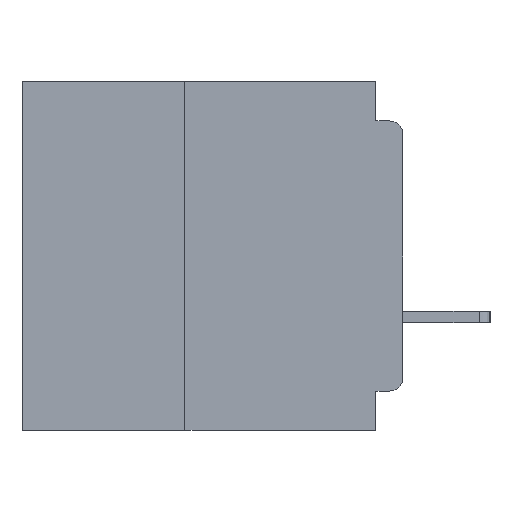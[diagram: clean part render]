
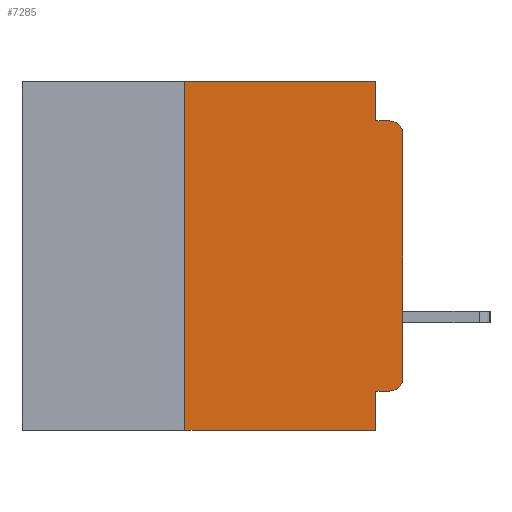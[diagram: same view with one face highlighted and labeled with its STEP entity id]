
A CAD part, left-side view. The second image highlights one B-rep face of the part: STEP entity #7285.
In plain terms, the highlighted planar face has unit normal (-1, 0, 0).
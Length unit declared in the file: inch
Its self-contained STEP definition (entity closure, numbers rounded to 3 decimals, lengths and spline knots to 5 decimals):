
#611 = DIRECTION ( 'NONE',  ( -1., 0., 0. ) ) ;
#1982 = VERTEX_POINT ( 'NONE', #51044 ) ;
#3451 = CARTESIAN_POINT ( 'NONE',  ( 0., 0.031, -0.4 ) ) ;
#4074 = CARTESIAN_POINT ( 'NONE',  ( 0., 0., -0.06 ) ) ;
#4257 = VERTEX_POINT ( 'NONE', #50646 ) ;
#7285 = ADVANCED_FACE ( 'NONE', ( #50091 ), #38313, .F. ) ;
#7765 = ORIENTED_EDGE ( 'NONE', *, *, #56440, .T. ) ;
#8305 = VECTOR ( 'NONE', #14542, 39.37008 ) ;
#8713 = VERTEX_POINT ( 'NONE', #24749 ) ;
#9820 = LINE ( 'NONE', #38939, #8305 ) ;
#9962 = ORIENTED_EDGE ( 'NONE', *, *, #22266, .F. ) ;
#10348 = EDGE_CURVE ( 'NONE', #8713, #53809, #33119, .T. ) ;
#10509 = VECTOR ( 'NONE', #62927, 39.37008 ) ;
#10880 = ORIENTED_EDGE ( 'NONE', *, *, #22902, .F. ) ;
#11636 = DIRECTION ( 'NONE',  ( -1., 0., 0. ) ) ;
#11899 = VERTEX_POINT ( 'NONE', #47092 ) ;
#13936 = CARTESIAN_POINT ( 'NONE',  ( 0., 0.031, 0. ) ) ;
#14101 = EDGE_CURVE ( 'NONE', #44843, #48667, #60901, .T. ) ;
#14405 = VECTOR ( 'NONE', #62382, 39.37008 ) ;
#14542 = DIRECTION ( 'NONE',  ( 0., 0., 1. ) ) ;
#15507 = DIRECTION ( 'NONE',  ( 0., 1., 0. ) ) ;
#16222 = CIRCLE ( 'NONE', #38232, 0.015 ) ;
#17491 = LINE ( 'NONE', #23656, #14405 ) ;
#20073 = VECTOR ( 'NONE', #15507, 39.37008 ) ;
#20391 = ORIENTED_EDGE ( 'NONE', *, *, #14101, .T. ) ;
#22266 = EDGE_CURVE ( 'NONE', #44843, #11899, #9820, .T. ) ;
#22563 = CARTESIAN_POINT ( 'NONE',  ( 0., 0.437, -0.4 ) ) ;
#22902 = EDGE_CURVE ( 'NONE', #32881, #1982, #62283, .T. ) ;
#23352 = ORIENTED_EDGE ( 'NONE', *, *, #56525, .T. ) ;
#23656 = CARTESIAN_POINT ( 'NONE',  ( 0., 0., -0.045 ) ) ;
#24066 = DIRECTION ( 'NONE',  ( 1., 0., 0. ) ) ;
#24749 = CARTESIAN_POINT ( 'NONE',  ( 0., 0.015, -0.355 ) ) ;
#25145 = CARTESIAN_POINT ( 'NONE',  ( 0., 0.031, -0.355 ) ) ;
#25892 = LINE ( 'NONE', #56336, #51664 ) ;
#25899 = ORIENTED_EDGE ( 'NONE', *, *, #28040, .F. ) ;
#26378 = EDGE_CURVE ( 'NONE', #8713, #4257, #61694, .T. ) ;
#27170 = ORIENTED_EDGE ( 'NONE', *, *, #43313, .F. ) ;
#27171 = DIRECTION ( 'NONE',  ( 0., -1., 0. ) ) ;
#28040 = EDGE_CURVE ( 'NONE', #11899, #32881, #25892, .T. ) ;
#28045 = DIRECTION ( 'NONE',  ( 0., 0., -1. ) ) ;
#30122 = CARTESIAN_POINT ( 'NONE',  ( 0., 0.015, -0.34 ) ) ;
#30847 = DIRECTION ( 'NONE',  ( 0., 0., 1. ) ) ;
#31003 = VECTOR ( 'NONE', #28045, 39.37008 ) ;
#31564 = EDGE_CURVE ( 'NONE', #53809, #48667, #46869, .T. ) ;
#31654 = VERTEX_POINT ( 'NONE', #4074 ) ;
#32881 = VERTEX_POINT ( 'NONE', #13936 ) ;
#33119 = LINE ( 'NONE', #44751, #20073 ) ;
#33703 = VECTOR ( 'NONE', #46770, 39.37008 ) ;
#34983 = DIRECTION ( 'NONE',  ( 0., 0., -1. ) ) ;
#38232 = AXIS2_PLACEMENT_3D ( 'NONE', #40954, #11636, #45809 ) ;
#38313 = PLANE ( 'NONE',  #59729 ) ;
#38939 = CARTESIAN_POINT ( 'NONE',  ( 0., 0.25, -0.4 ) ) ;
#40954 = CARTESIAN_POINT ( 'NONE',  ( 0., 0.015, -0.06 ) ) ;
#42229 = VECTOR ( 'NONE', #30847, 39.37008 ) ;
#43313 = EDGE_CURVE ( 'NONE', #1982, #44953, #17491, .T. ) ;
#44751 = CARTESIAN_POINT ( 'NONE',  ( 0., 0., -0.355 ) ) ;
#44843 = VERTEX_POINT ( 'NONE', #61176 ) ;
#44953 = VERTEX_POINT ( 'NONE', #61783 ) ;
#45252 = LINE ( 'NONE', #54916, #42229 ) ;
#45365 = EDGE_LOOP ( 'NONE', ( #7765, #23352, #27170, #10880, #25899, #9962, #20391, #59770, #54049, #52974 ) ) ;
#45809 = DIRECTION ( 'NONE',  ( 0., 0., -1. ) ) ;
#46770 = DIRECTION ( 'NONE',  ( 0., -1., 0. ) ) ;
#46869 = LINE ( 'NONE', #3451, #31003 ) ;
#47092 = CARTESIAN_POINT ( 'NONE',  ( 0., 0.25, 0. ) ) ;
#48667 = VERTEX_POINT ( 'NONE', #57564 ) ;
#50091 = FACE_OUTER_BOUND ( 'NONE', #45365, .T. ) ;
#50646 = CARTESIAN_POINT ( 'NONE',  ( 0., 0., -0.34 ) ) ;
#51044 = CARTESIAN_POINT ( 'NONE',  ( 0., 0.031, -0.045 ) ) ;
#51664 = VECTOR ( 'NONE', #27171, 39.37008 ) ;
#52974 = ORIENTED_EDGE ( 'NONE', *, *, #26378, .T. ) ;
#53108 = CARTESIAN_POINT ( 'NONE',  ( 0., 0.437, 0. ) ) ;
#53809 = VERTEX_POINT ( 'NONE', #25145 ) ;
#54049 = ORIENTED_EDGE ( 'NONE', *, *, #10348, .F. ) ;
#54916 = CARTESIAN_POINT ( 'NONE',  ( 0., 0., 0. ) ) ;
#56336 = CARTESIAN_POINT ( 'NONE',  ( 0., 0.437, 0. ) ) ;
#56440 = EDGE_CURVE ( 'NONE', #4257, #31654, #45252, .T. ) ;
#56525 = EDGE_CURVE ( 'NONE', #31654, #44953, #16222, .T. ) ;
#57564 = CARTESIAN_POINT ( 'NONE',  ( 0., 0.031, -0.4 ) ) ;
#57970 = DIRECTION ( 'NONE',  ( 0., 0., -1. ) ) ;
#58117 = CARTESIAN_POINT ( 'NONE',  ( 0., 0.031, 0. ) ) ;
#59729 = AXIS2_PLACEMENT_3D ( 'NONE', #53108, #24066, #57970 ) ;
#59770 = ORIENTED_EDGE ( 'NONE', *, *, #31564, .F. ) ;
#60901 = LINE ( 'NONE', #22563, #33703 ) ;
#61176 = CARTESIAN_POINT ( 'NONE',  ( 0., 0.25, -0.4 ) ) ;
#61694 = CIRCLE ( 'NONE', #62362, 0.015 ) ;
#61783 = CARTESIAN_POINT ( 'NONE',  ( 0., 0.015, -0.045 ) ) ;
#62283 = LINE ( 'NONE', #58117, #10509 ) ;
#62362 = AXIS2_PLACEMENT_3D ( 'NONE', #30122, #611, #34983 ) ;
#62382 = DIRECTION ( 'NONE',  ( 0., -1., 0. ) ) ;
#62927 = DIRECTION ( 'NONE',  ( 0., 0., -1. ) ) ;
